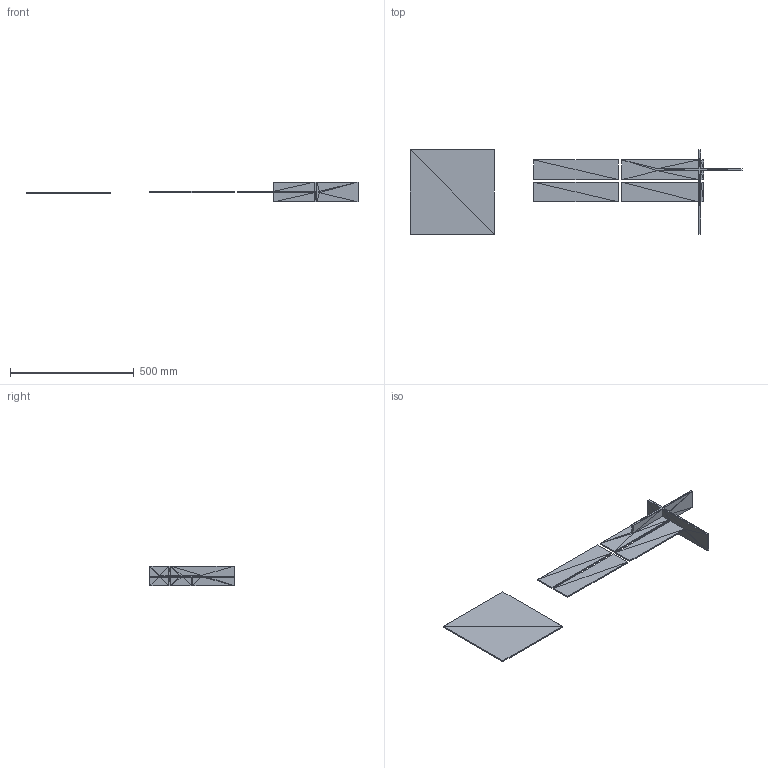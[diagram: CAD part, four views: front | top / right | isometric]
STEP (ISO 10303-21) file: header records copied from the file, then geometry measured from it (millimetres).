
FILE_DESCRIPTION(('FreeCAD Model'),'2;1');
FILE_NAME('Open CASCADE Shape Model','2025-07-04T12:36:45',('FreeCAD'),( 'FreeCAD'),'Open CASCADE STEP processor 7.8','FreeCAD','Unknown');
FILE_SCHEMA(('AUTOMOTIVE_DESIGN { 1 0 10303 214 1 1 1 1 }'));
Length unit declared in the file: millimetre
Products named in the file (1): Open CASCADE STEP translator 7.8 1
Bounding box: 1340 x 340 x 80 mm (x, y, z)
Volume: 1528200 mm3; surface area: 579630 mm2
Topology: 4 solids, 4 shells, 192 faces, 288 edges, 104 vertices
Faces by surface type: plane 192
Entity records: 3784 total; most frequent: DIRECTION 674, CARTESIAN_POINT 585, ORIENTED_EDGE 576, EDGE_CURVE 288, LINE 288, VECTOR 288, AXIS2_PLACEMENT_3D 193, ADVANCED_FACE 192
